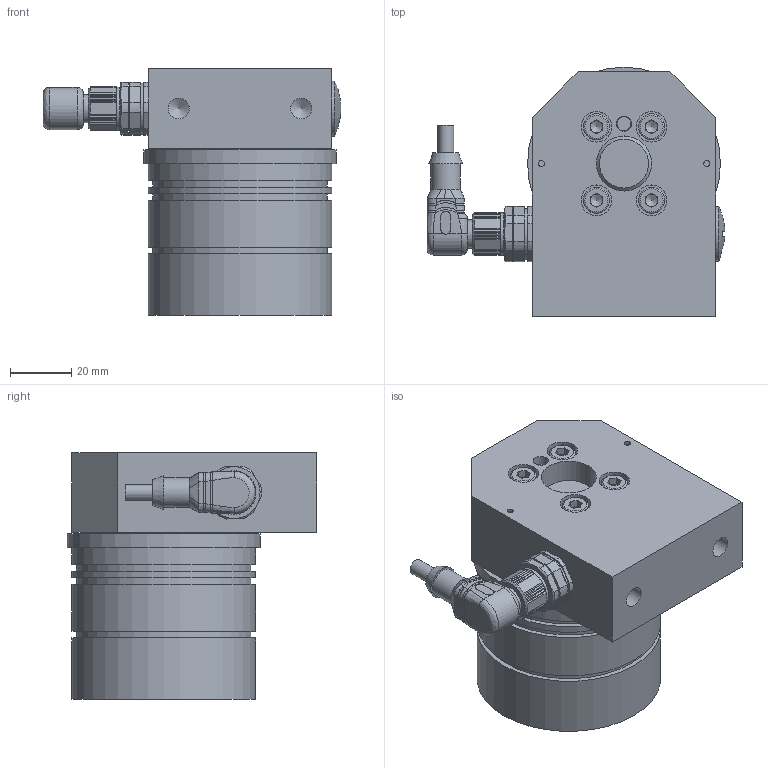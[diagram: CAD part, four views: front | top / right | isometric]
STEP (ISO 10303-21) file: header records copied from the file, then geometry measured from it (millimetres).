
FILE_DESCRIPTION (( 'STEP AP214' ), '1' );
FILE_NAME ('a_RMR3AR2-20N...1000N-S2.STEP', '2025-05-23T09:38:45', ( '' ), ( '' ), 'SwSTEP 2.0', 'SolidWorks 2023', '' );
FILE_SCHEMA (( 'AUTOMOTIVE_DESIGN' ));
Length unit declared in the file: millimetre
Products named in the file (1): a_RMR3AR2-20N...1000N-S2
Bounding box: 97.34 x 81.5 x 80.5 mm (x, y, z)
Volume: 235738.3 mm3; surface area: 73396.2 mm2
Topology: 15 solids, 20 shells, 974 faces, 2425 edges, 1554 vertices
Faces by surface type: plane 533, cylinder 248, cone 109, bspline 65, torus 19
Full cylindrical faces by diameter (mm): 0.643 x1, 0.857 x5, 1 x8, 1.1 x4, 1.15 x4, 1.2 x1, 1.5 x4, 1.55 x8, 1.6 x8, 1.85 x4, 2 x2, 3 x1, 4.2 x8, 5 x11, 5.2 x1, 5.3 x8, 6.8 x2, 7.65 x1, 8.375 x1, 8.42 x1, 8.5 x8, 9.22 x1, 9.3 x1, 9.6 x1, 9.7 x1, 9.95 x1, 10 x8, 10.4 x1, 10.8 x1, 11 x1
Entity records: 30524 total; most frequent: CARTESIAN_POINT 9105, DIRECTION 4200, ORIENTED_EDGE 4184, EDGE_CURVE 2092, AXIS2_PLACEMENT_3D 1564, VERTEX_POINT 1451, EDGE_LOOP 1311, FACE_OUTER_BOUND 1129
